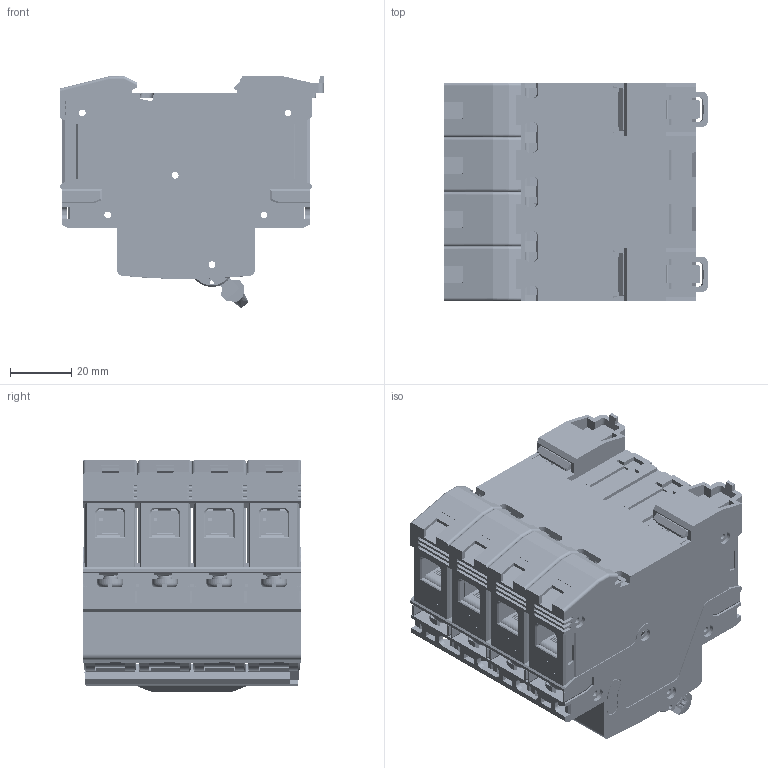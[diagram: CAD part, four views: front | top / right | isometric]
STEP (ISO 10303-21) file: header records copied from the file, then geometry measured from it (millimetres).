
FILE_DESCRIPTION((''),'2;1');
FILE_NAME('NB1-63H_2_4P2020100001_ASM','2023-07-20T15:02:34',('huytao'),(''),'CREO PARAMETRIC BY PTC INC, 2020044','CREO PARAMETRIC BY PTC INC, 2020044','');
FILE_SCHEMA(('CONFIG_CONTROL_DESIGN','SHAPE_APPEARANCE_LAYERS_GROUPS'));
Products named in the file (1): NB1-63H_2_4P2020100001_ASM
Bounding box: 86 x 71.2 x 75.64 mm (x, y, z)
Volume: 12819.1 mm3; surface area: 141429.6 mm2
Topology: 13 solids, 27 shells, 8867 faces, 25294 edges, 16550 vertices
Faces by surface type: plane 6563, cylinder 1990, bspline 142, torus 72, cone 64, sphere 36
Entity records: 380881 total; most frequent: CARTESIAN_POINT 84881, ORIENTED_EDGE 50471, DIRECTION 45252, EDGE_CURVE 25274, VECTOR 19958, LINE 19958, PRESENTATION_STYLE_ASSIGNMENT 19765, STYLED_ITEM 19753
